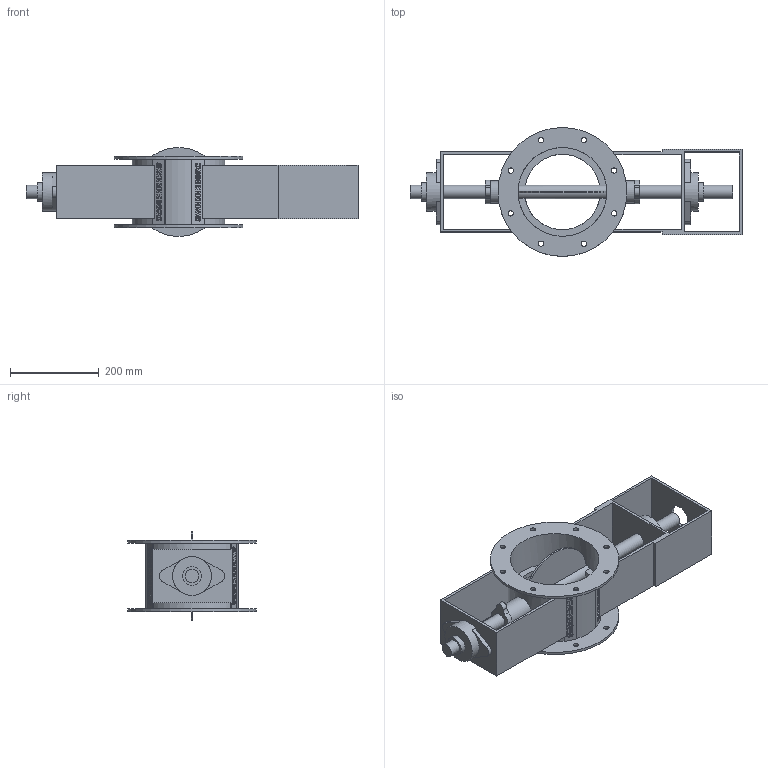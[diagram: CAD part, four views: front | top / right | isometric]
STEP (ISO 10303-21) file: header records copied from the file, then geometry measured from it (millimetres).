
FILE_DESCRIPTION(/* description */ ('SWEDENBORG – Quotation model (for reference)'),/* implementation_level */ '2;1');
FILE_NAME(/* name */ 'SWEDAMPER-S200-DN200.stp',/* time_stamp */ '2026-02-06T11:47:01+01:00',/* author */ ('HB'),/* organization */ (''),/* preprocessor_version */ 'ST-DEVELOPER v20',/* originating_system */ 'Autodesk Inventor 2025',/* authorisation */ '');
FILE_SCHEMA (('AUTOMOTIVE_DESIGN { 1 0 10303 214 3 1 1 }'));
Length unit declared in the file: millimetre
Products named in the file (1): OffGen_Rund1ax
Bounding box: 747 x 290 x 199.3 mm (x, y, z)
Volume: 3326101 mm3; surface area: 909191.9 mm2
Topology: 1 solids, 1 shells, 682 faces, 1842 edges, 1229 vertices
Faces by surface type: plane 454, bspline 168, cylinder 60
Full cylindrical faces by diameter (mm): 12 x16, 30 x5, 42 x2, 50 x3, 87 x2, 200 x2, 290 x2
Entity records: 23477 total; most frequent: CARTESIAN_POINT 6670, ORIENTED_EDGE 3684, DIRECTION 2647, EDGE_CURVE 1842, LINE 1349, VECTOR 1349, VERTEX_POINT 1229, EDGE_LOOP 797
